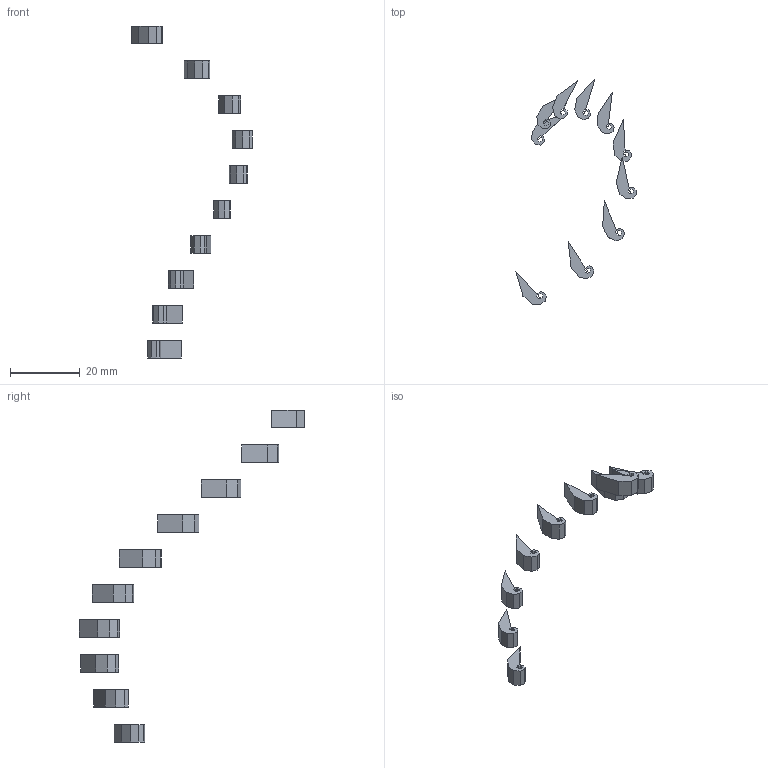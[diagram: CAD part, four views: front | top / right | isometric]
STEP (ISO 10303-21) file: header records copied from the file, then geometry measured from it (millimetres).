
FILE_DESCRIPTION(('Open CASCADE Model'),'2;1');
FILE_NAME('Open CASCADE Shape Model','2024-06-01T13:46:00',('Author'),( 'Open CASCADE'),'Open CASCADE STEP processor 7.7','Open CASCADE 7.7' ,'Unknown');
FILE_SCHEMA(('AUTOMOTIVE_DESIGN { 1 0 10303 214 1 1 1 1 }'));
Length unit declared in the file: millimetre
Products named in the file (11): Open CASCADE STEP translator 7.7 16; Open CASCADE STEP translator 7.7 16.1; Open CASCADE STEP translator 7.7 16.2; Open CASCADE STEP translator 7.7 16.3; Open CASCADE STEP translator 7.7 16.4; Open CASCADE STEP translator 7.7 16.5; Open CASCADE STEP translator 7.7 16.6; Open CASCADE STEP translator 7.7 16.7; Open CASCADE STEP translator 7.7 16.8; Open CASCADE STEP translator 7.7 16.9; Open CASCADE STEP translator 7.7 16.10
Assembly tree (10 placements, depth 2):
  Open CASCADE STEP translator 7.7 16
    Open CASCADE STEP translator 7.7 16.1
    Open CASCADE STEP translator 7.7 16.2
    Open CASCADE STEP translator 7.7 16.3
    Open CASCADE STEP translator 7.7 16.4
    Open CASCADE STEP translator 7.7 16.5
    Open CASCADE STEP translator 7.7 16.6
    Open CASCADE STEP translator 7.7 16.7
    Open CASCADE STEP translator 7.7 16.8
    Open CASCADE STEP translator 7.7 16.9
    Open CASCADE STEP translator 7.7 16.10
Bounding box: 34.5 x 64.66 x 95 mm (x, y, z)
Volume: 1532 mm3; surface area: 2373.2 mm2
Topology: 10 solids, 10 shells, 220 faces, 680 edges, 440 vertices
Faces by surface type: plane 220
Entity records: 14776 total; most frequent: CARTESIAN_POINT 2431, DIRECTION 2262, LINE 1800, VECTOR 1800, ORIENTED_EDGE 1200, PCURVE 1200, DEFINITIONAL_REPRESENTATION 1200, EDGE_CURVE 600
